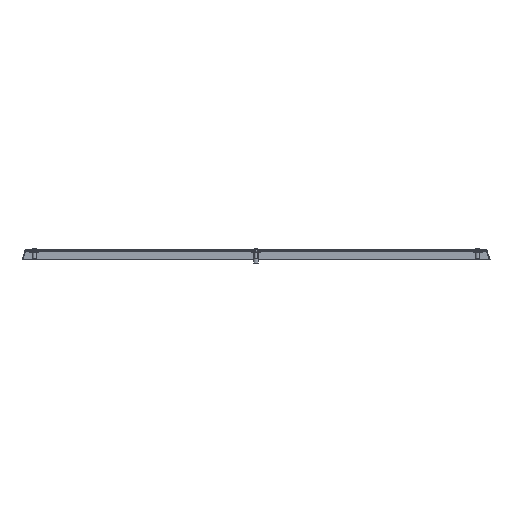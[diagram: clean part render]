
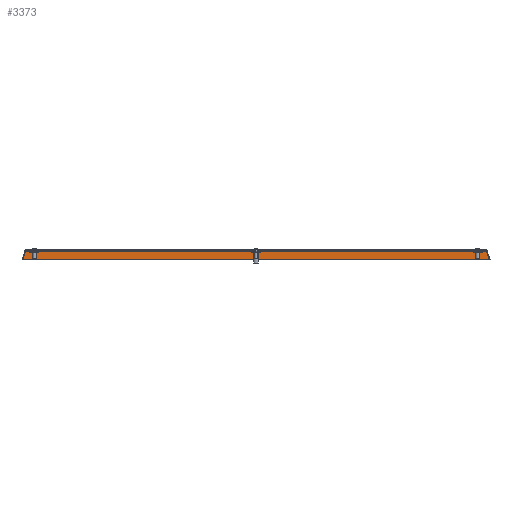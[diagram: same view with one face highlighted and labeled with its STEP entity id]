
A CAD part, front view. The second image highlights one B-rep face of the part: STEP entity #3373.
In plain terms, the highlighted planar face has unit normal (0, -1, 0).
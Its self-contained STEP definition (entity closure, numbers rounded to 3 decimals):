
#31 = VERTEX_POINT ( 'NONE', #815 ) ;
#382 = FACE_OUTER_BOUND ( 'NONE', #2201, .T. ) ;
#746 = CARTESIAN_POINT ( 'NONE',  ( 373.363, 1000.4, -16. ) ) ;
#754 = VECTOR ( 'NONE', #3114, 1000. ) ;
#801 = CARTESIAN_POINT ( 'NONE',  ( -373.513, 1000.4, -16.464 ) ) ;
#815 = CARTESIAN_POINT ( 'NONE',  ( 368.651, 1000.4, -1.5 ) ) ;
#844 = LINE ( 'NONE', #801, #754 ) ;
#894 = VERTEX_POINT ( 'NONE', #746 ) ;
#963 = DIRECTION ( 'NONE',  ( 0., 1., 0. ) ) ;
#1005 = CARTESIAN_POINT ( 'NONE',  ( 0., 1000.4, -16. ) ) ;
#1563 = ORIENTED_EDGE ( 'NONE', *, *, #2675, .T. ) ;
#1669 = ORIENTED_EDGE ( 'NONE', *, *, #3229, .F. ) ;
#1968 = VECTOR ( 'NONE', #4986, 1000. ) ;
#2201 = EDGE_LOOP ( 'NONE', ( #2210, #3931, #1563, #1669 ) ) ;
#2210 = ORIENTED_EDGE ( 'NONE', *, *, #3296, .F. ) ;
#2675 = EDGE_CURVE ( 'NONE', #31, #6454, #5011, .T. ) ;
#2823 = CARTESIAN_POINT ( 'NONE',  ( -373.363, 1000.4, -16. ) ) ;
#3114 = DIRECTION ( 'NONE',  ( 0.309, 0., 0.951 ) ) ;
#3209 = CARTESIAN_POINT ( 'NONE',  ( -368.651, 1000.4, -1.5 ) ) ;
#3229 = EDGE_CURVE ( 'NONE', #4568, #6454, #844, .T. ) ;
#3268 = LINE ( 'NONE', #1005, #1968 ) ;
#3295 = CARTESIAN_POINT ( 'NONE',  ( 0., 1000.4, -1.5 ) ) ;
#3296 = EDGE_CURVE ( 'NONE', #894, #4568, #3268, .T. ) ;
#3373 = ADVANCED_FACE ( 'NONE', ( #382 ), #6748, .F. ) ;
#3931 = ORIENTED_EDGE ( 'NONE', *, *, #4130, .F. ) ;
#4130 = EDGE_CURVE ( 'NONE', #31, #894, #7204, .T. ) ;
#4221 = CARTESIAN_POINT ( 'NONE',  ( 301.906, 1000.4, 203.921 ) ) ;
#4568 = VERTEX_POINT ( 'NONE', #2823 ) ;
#4728 = DIRECTION ( 'NONE',  ( 0.309, 0., -0.951 ) ) ;
#4800 = VECTOR ( 'NONE', #4728, 1000. ) ;
#4986 = DIRECTION ( 'NONE',  ( -1., 0., 0. ) ) ;
#5011 = LINE ( 'NONE', #3295, #6163 ) ;
#5021 = DIRECTION ( 'NONE',  ( 0., 0., 1. ) ) ;
#6163 = VECTOR ( 'NONE', #7448, 1000. ) ;
#6321 = CARTESIAN_POINT ( 'NONE',  ( -374.94, 1000.4, -16. ) ) ;
#6454 = VERTEX_POINT ( 'NONE', #3209 ) ;
#6675 = AXIS2_PLACEMENT_3D ( 'NONE', #6321, #963, #5021 ) ;
#6748 = PLANE ( 'NONE',  #6675 ) ;
#7204 = LINE ( 'NONE', #4221, #4800 ) ;
#7448 = DIRECTION ( 'NONE',  ( -1., 0., 0. ) ) ;
